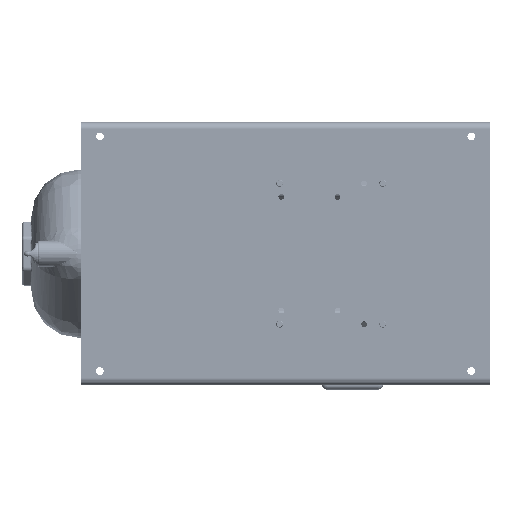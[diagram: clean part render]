
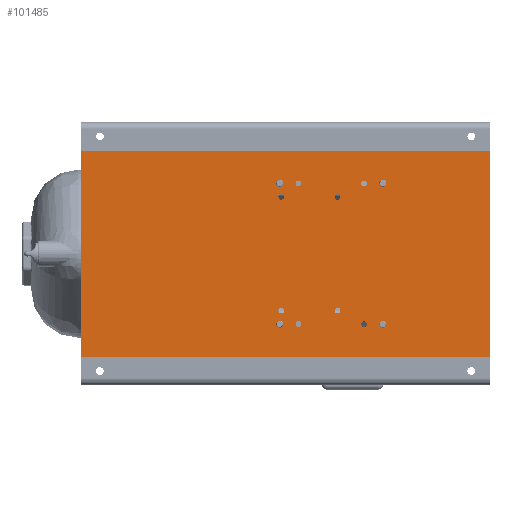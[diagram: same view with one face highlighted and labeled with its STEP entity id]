
A CAD part, front view. The second image highlights one B-rep face of the part: STEP entity #101485.
In plain terms, the highlighted planar face has unit normal (0, -1, 0).
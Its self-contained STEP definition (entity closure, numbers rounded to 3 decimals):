
#5100=FACE_BOUND('',#23222,.T.);
#5101=FACE_BOUND('',#23223,.T.);
#5102=FACE_BOUND('',#23224,.T.);
#5103=FACE_BOUND('',#23225,.T.);
#5104=FACE_BOUND('',#23226,.T.);
#5105=FACE_BOUND('',#23227,.T.);
#5106=FACE_BOUND('',#23228,.T.);
#5107=FACE_BOUND('',#23229,.T.);
#5108=FACE_BOUND('',#23230,.T.);
#5109=FACE_BOUND('',#23231,.T.);
#5110=FACE_BOUND('',#23232,.T.);
#5111=FACE_BOUND('',#23233,.T.);
#5112=FACE_BOUND('',#23234,.T.);
#5113=FACE_BOUND('',#23235,.T.);
#5114=FACE_BOUND('',#23236,.T.);
#5115=FACE_BOUND('',#23237,.T.);
#9339=CIRCLE('',#111316,0.205);
#9341=CIRCLE('',#111319,0.205);
#9345=CIRCLE('',#111325,0.205);
#9351=CIRCLE('',#111334,0.205);
#9446=CIRCLE('',#111497,0.154);
#9449=CIRCLE('',#111502,0.154);
#9452=CIRCLE('',#111507,0.154);
#9455=CIRCLE('',#111512,0.154);
#9458=CIRCLE('',#111517,0.154);
#9461=CIRCLE('',#111522,0.154);
#9464=CIRCLE('',#111527,0.154);
#9467=CIRCLE('',#111532,0.154);
#9470=CIRCLE('',#111537,0.154);
#9473=CIRCLE('',#111542,0.154);
#9476=CIRCLE('',#111547,0.154);
#9479=CIRCLE('',#111552,0.154);
#11642=PLANE('',#111584);
#17158=FACE_OUTER_BOUND('',#23221,.T.);
#23221=EDGE_LOOP('',(#94514,#94515,#94516,#94517));
#23222=EDGE_LOOP('',(#94518));
#23223=EDGE_LOOP('',(#94519));
#23224=EDGE_LOOP('',(#94520));
#23225=EDGE_LOOP('',(#94521));
#23226=EDGE_LOOP('',(#94522));
#23227=EDGE_LOOP('',(#94523));
#23228=EDGE_LOOP('',(#94524));
#23229=EDGE_LOOP('',(#94525));
#23230=EDGE_LOOP('',(#94526));
#23231=EDGE_LOOP('',(#94527));
#23232=EDGE_LOOP('',(#94528));
#23233=EDGE_LOOP('',(#94529));
#23234=EDGE_LOOP('',(#94530));
#23235=EDGE_LOOP('',(#94531));
#23236=EDGE_LOOP('',(#94532));
#23237=EDGE_LOOP('',(#94533));
#32931=LINE('',#239949,#39334);
#32955=LINE('',#240012,#39358);
#32956=LINE('',#240015,#39359);
#32957=LINE('',#240016,#39360);
#39334=VECTOR('',#136380,0.394);
#39358=VECTOR('',#136448,0.394);
#39359=VECTOR('',#136451,0.394);
#39360=VECTOR('',#136452,0.394);
#49022=VERTEX_POINT('',#239407);
#49024=VERTEX_POINT('',#239413);
#49028=VERTEX_POINT('',#239425);
#49034=VERTEX_POINT('',#239443);
#49145=VERTEX_POINT('',#239797);
#49148=VERTEX_POINT('',#239807);
#49151=VERTEX_POINT('',#239817);
#49154=VERTEX_POINT('',#239827);
#49157=VERTEX_POINT('',#239837);
#49160=VERTEX_POINT('',#239847);
#49163=VERTEX_POINT('',#239857);
#49166=VERTEX_POINT('',#239867);
#49169=VERTEX_POINT('',#239877);
#49172=VERTEX_POINT('',#239887);
#49175=VERTEX_POINT('',#239897);
#49178=VERTEX_POINT('',#239907);
#49195=VERTEX_POINT('',#239946);
#49196=VERTEX_POINT('',#239948);
#49213=VERTEX_POINT('',#240010);
#49214=VERTEX_POINT('',#240014);
#64037=EDGE_CURVE('',#49022,#49022,#9339,.T.);
#64040=EDGE_CURVE('',#49024,#49024,#9341,.T.);
#64046=EDGE_CURVE('',#49028,#49028,#9345,.T.);
#64055=EDGE_CURVE('',#49034,#49034,#9351,.T.);
#64230=EDGE_CURVE('',#49145,#49145,#9446,.T.);
#64235=EDGE_CURVE('',#49148,#49148,#9449,.T.);
#64240=EDGE_CURVE('',#49151,#49151,#9452,.T.);
#64245=EDGE_CURVE('',#49154,#49154,#9455,.T.);
#64250=EDGE_CURVE('',#49157,#49157,#9458,.T.);
#64255=EDGE_CURVE('',#49160,#49160,#9461,.T.);
#64260=EDGE_CURVE('',#49163,#49163,#9464,.T.);
#64265=EDGE_CURVE('',#49166,#49166,#9467,.T.);
#64270=EDGE_CURVE('',#49169,#49169,#9470,.T.);
#64275=EDGE_CURVE('',#49172,#49172,#9473,.T.);
#64280=EDGE_CURVE('',#49175,#49175,#9476,.T.);
#64285=EDGE_CURVE('',#49178,#49178,#9479,.T.);
#64304=EDGE_CURVE('',#49196,#49195,#32931,.T.);
#64336=EDGE_CURVE('',#49213,#49195,#32955,.T.);
#64337=EDGE_CURVE('',#49213,#49214,#32956,.T.);
#64338=EDGE_CURVE('',#49214,#49196,#32957,.T.);
#94514=ORIENTED_EDGE('',*,*,#64337,.T.);
#94515=ORIENTED_EDGE('',*,*,#64338,.T.);
#94516=ORIENTED_EDGE('',*,*,#64304,.T.);
#94517=ORIENTED_EDGE('',*,*,#64336,.F.);
#94518=ORIENTED_EDGE('',*,*,#64037,.T.);
#94519=ORIENTED_EDGE('',*,*,#64040,.T.);
#94520=ORIENTED_EDGE('',*,*,#64046,.T.);
#94521=ORIENTED_EDGE('',*,*,#64055,.T.);
#94522=ORIENTED_EDGE('',*,*,#64255,.T.);
#94523=ORIENTED_EDGE('',*,*,#64245,.T.);
#94524=ORIENTED_EDGE('',*,*,#64235,.T.);
#94525=ORIENTED_EDGE('',*,*,#64275,.T.);
#94526=ORIENTED_EDGE('',*,*,#64265,.T.);
#94527=ORIENTED_EDGE('',*,*,#64260,.T.);
#94528=ORIENTED_EDGE('',*,*,#64230,.T.);
#94529=ORIENTED_EDGE('',*,*,#64240,.T.);
#94530=ORIENTED_EDGE('',*,*,#64250,.T.);
#94531=ORIENTED_EDGE('',*,*,#64285,.T.);
#94532=ORIENTED_EDGE('',*,*,#64270,.T.);
#94533=ORIENTED_EDGE('',*,*,#64280,.T.);
#101485=ADVANCED_FACE('',(#17158,#5100,#5101,#5102,#5103,#5104,#5105,#5106,
#5107,#5108,#5109,#5110,#5111,#5112,#5113,#5114,#5115),#11642,.T.);
#111316=AXIS2_PLACEMENT_3D('',#239409,#135768,#135769);
#111319=AXIS2_PLACEMENT_3D('',#239415,#135775,#135776);
#111325=AXIS2_PLACEMENT_3D('',#239427,#135789,#135790);
#111334=AXIS2_PLACEMENT_3D('',#239445,#135810,#135811);
#111497=AXIS2_PLACEMENT_3D('',#239799,#136216,#136217);
#111502=AXIS2_PLACEMENT_3D('',#239809,#136228,#136229);
#111507=AXIS2_PLACEMENT_3D('',#239819,#136240,#136241);
#111512=AXIS2_PLACEMENT_3D('',#239829,#136252,#136253);
#111517=AXIS2_PLACEMENT_3D('',#239839,#136264,#136265);
#111522=AXIS2_PLACEMENT_3D('',#239849,#136276,#136277);
#111527=AXIS2_PLACEMENT_3D('',#239859,#136288,#136289);
#111532=AXIS2_PLACEMENT_3D('',#239869,#136300,#136301);
#111537=AXIS2_PLACEMENT_3D('',#239879,#136312,#136313);
#111542=AXIS2_PLACEMENT_3D('',#239889,#136324,#136325);
#111547=AXIS2_PLACEMENT_3D('',#239899,#136336,#136337);
#111552=AXIS2_PLACEMENT_3D('',#239909,#136348,#136349);
#111584=AXIS2_PLACEMENT_3D('',#240013,#136449,#136450);
#135768=DIRECTION('center_axis',(0.,1.,0.));
#135769=DIRECTION('ref_axis',(-1.,0.,0.));
#135775=DIRECTION('center_axis',(0.,1.,0.));
#135776=DIRECTION('ref_axis',(-1.,0.,0.));
#135789=DIRECTION('center_axis',(0.,1.,0.));
#135790=DIRECTION('ref_axis',(-1.,0.,0.));
#135810=DIRECTION('center_axis',(0.,1.,0.));
#135811=DIRECTION('ref_axis',(-1.,0.,0.));
#136216=DIRECTION('center_axis',(0.,1.,0.));
#136217=DIRECTION('ref_axis',(1.,0.,0.));
#136228=DIRECTION('center_axis',(0.,1.,0.));
#136229=DIRECTION('ref_axis',(1.,0.,0.));
#136240=DIRECTION('center_axis',(0.,1.,0.));
#136241=DIRECTION('ref_axis',(1.,0.,0.));
#136252=DIRECTION('center_axis',(0.,1.,0.));
#136253=DIRECTION('ref_axis',(1.,0.,0.));
#136264=DIRECTION('center_axis',(0.,1.,0.));
#136265=DIRECTION('ref_axis',(1.,0.,0.));
#136276=DIRECTION('center_axis',(0.,1.,0.));
#136277=DIRECTION('ref_axis',(1.,0.,0.));
#136288=DIRECTION('center_axis',(0.,1.,0.));
#136289=DIRECTION('ref_axis',(1.,0.,0.));
#136300=DIRECTION('center_axis',(0.,1.,0.));
#136301=DIRECTION('ref_axis',(1.,0.,0.));
#136312=DIRECTION('center_axis',(0.,1.,0.));
#136313=DIRECTION('ref_axis',(1.,0.,0.));
#136324=DIRECTION('center_axis',(0.,1.,0.));
#136325=DIRECTION('ref_axis',(1.,0.,0.));
#136336=DIRECTION('center_axis',(0.,1.,0.));
#136337=DIRECTION('ref_axis',(1.,0.,0.));
#136348=DIRECTION('center_axis',(0.,1.,0.));
#136349=DIRECTION('ref_axis',(1.,0.,0.));
#136380=DIRECTION('',(1.,0.,0.));
#136448=DIRECTION('',(0.,0.,-1.));
#136449=DIRECTION('center_axis',(0.,-1.,0.));
#136450=DIRECTION('ref_axis',(0.,0.,-1.));
#136451=DIRECTION('',(-1.,0.,0.));
#136452=DIRECTION('',(0.,0.,-1.));
#239407=CARTESIAN_POINT('',(-6.045,-0.179,9.895));
#239409=CARTESIAN_POINT('Origin',(-6.25,-0.179,9.895));
#239413=CARTESIAN_POINT('',(6.455,-0.179,9.895));
#239415=CARTESIAN_POINT('Origin',(6.25,-0.179,9.895));
#239425=CARTESIAN_POINT('',(6.455,-0.179,-9.895));
#239427=CARTESIAN_POINT('Origin',(6.25,-0.179,-9.895));
#239443=CARTESIAN_POINT('',(-6.045,-0.179,-9.895));
#239445=CARTESIAN_POINT('Origin',(-6.25,-0.179,-9.895));
#239797=CARTESIAN_POINT('',(3.597,-0.179,-5.185));
#239799=CARTESIAN_POINT('Origin',(3.75,-0.179,-5.185));
#239807=CARTESIAN_POINT('',(2.878,-0.179,0.225));
#239809=CARTESIAN_POINT('Origin',(3.031,-0.179,0.225));
#239817=CARTESIAN_POINT('',(3.597,-0.179,-4.185));
#239819=CARTESIAN_POINT('Origin',(3.75,-0.179,-4.185));
#239827=CARTESIAN_POINT('',(3.597,-0.179,-0.685));
#239829=CARTESIAN_POINT('Origin',(3.75,-0.179,-0.685));
#239837=CARTESIAN_POINT('',(3.597,-0.179,0.315));
#239839=CARTESIAN_POINT('Origin',(3.75,-0.179,0.315));
#239847=CARTESIAN_POINT('',(2.878,-0.179,-2.775));
#239849=CARTESIAN_POINT('Origin',(3.031,-0.179,-2.775));
#239857=CARTESIAN_POINT('',(-3.904,-0.179,-0.685));
#239859=CARTESIAN_POINT('Origin',(-3.75,-0.179,-0.685));
#239867=CARTESIAN_POINT('',(-3.185,-0.179,0.225));
#239869=CARTESIAN_POINT('Origin',(-3.031,-0.179,0.225));
#239877=CARTESIAN_POINT('',(-3.904,-0.179,-4.185));
#239879=CARTESIAN_POINT('Origin',(-3.75,-0.179,-4.185));
#239887=CARTESIAN_POINT('',(-3.185,-0.179,-2.775));
#239889=CARTESIAN_POINT('Origin',(-3.031,-0.179,-2.775));
#239897=CARTESIAN_POINT('',(-3.904,-0.179,0.315));
#239899=CARTESIAN_POINT('Origin',(-3.75,-0.179,0.315));
#239907=CARTESIAN_POINT('',(-3.904,-0.179,-5.185));
#239909=CARTESIAN_POINT('Origin',(-3.75,-0.179,-5.185));
#239946=CARTESIAN_POINT('',(6.641,-0.179,-10.895));
#239948=CARTESIAN_POINT('',(-6.641,-0.179,-10.895));
#239949=CARTESIAN_POINT('',(6.641,-0.179,-10.895));
#240010=CARTESIAN_POINT('',(6.641,-0.179,10.895));
#240012=CARTESIAN_POINT('',(6.641,-0.179,0.));
#240013=CARTESIAN_POINT('Origin',(6.641,-0.179,0.));
#240014=CARTESIAN_POINT('',(-6.641,-0.179,10.895));
#240015=CARTESIAN_POINT('',(6.641,-0.179,10.895));
#240016=CARTESIAN_POINT('',(-6.641,-0.179,0.));
